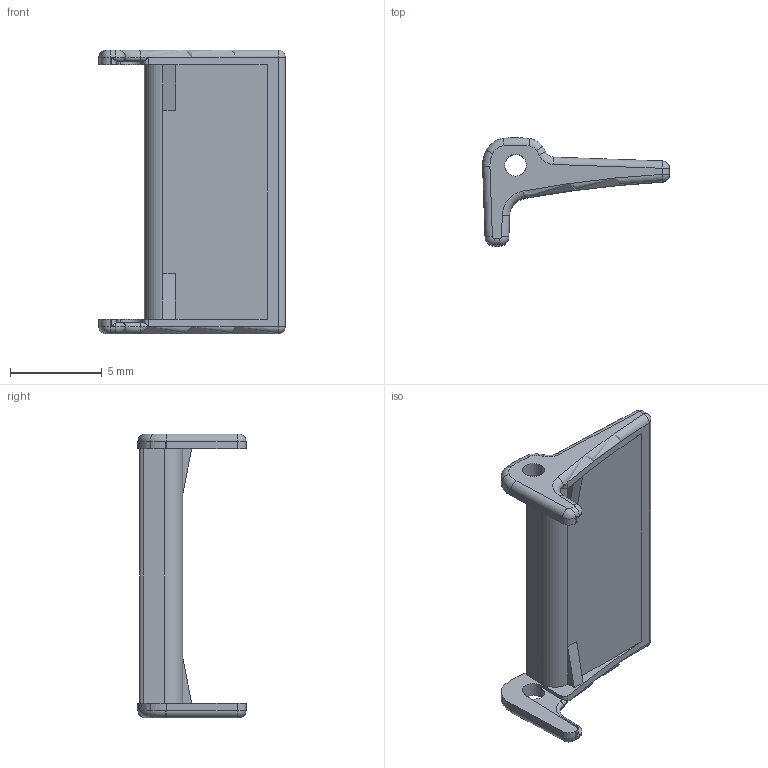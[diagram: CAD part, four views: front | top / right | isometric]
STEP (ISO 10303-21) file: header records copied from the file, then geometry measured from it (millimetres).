
FILE_DESCRIPTION (( 'STEP AP214' ), '1' );
FILE_NAME ('P³ytka opisowa zacisków.STEP', '2016-05-04T11:30:37', ( '' ), ( '' ), 'SwSTEP 2.0', 'SolidWorks 2016', '' );
FILE_SCHEMA (( 'AUTOMOTIVE_DESIGN' ));
Length unit declared in the file: millimetre
Products named in the file (1): P³ytka opisowa zacisków
Bounding box: 10.2 x 5.9 x 15.5 mm (x, y, z)
Volume: 178.7 mm3; surface area: 371.3 mm2
Topology: 1 solids, 1 shells, 103 faces, 264 edges, 161 vertices
Faces by surface type: cylinder 41, torus 30, plane 28, sphere 4
Entity records: 3209 total; most frequent: DIRECTION 605, CARTESIAN_POINT 575, ORIENTED_EDGE 528, EDGE_CURVE 264, AXIS2_PLACEMENT_3D 247, VERTEX_POINT 161, CIRCLE 143, LINE 111
